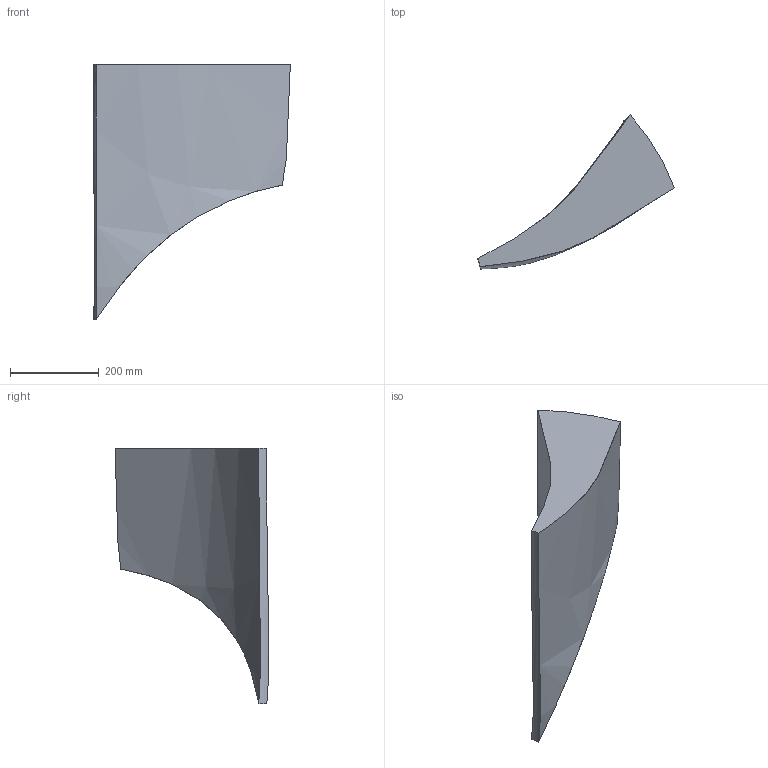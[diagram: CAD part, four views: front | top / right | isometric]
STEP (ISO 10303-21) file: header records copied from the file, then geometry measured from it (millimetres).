
FILE_DESCRIPTION(('Open CASCADE Model'),'2;1');
FILE_NAME('Open CASCADE Shape Model','2023-02-13T21:29:42',( 'Analysis Situs'),('Analysis Situs'), 'Open CASCADE STEP processor 7.4','Analysis Situs 1.2.0dev','Unknown' );
FILE_SCHEMA(('AUTOMOTIVE_DESIGN { 1 0 10303 214 1 1 1 1 }'));
Length unit declared in the file: millimetre
Products named in the file (7): Open CASCADE STEP translator 7.4 3; Open CASCADE STEP translator 7.4 3.1; Open CASCADE STEP translator 7.4 3.2; Open CASCADE STEP translator 7.4 3.3; Open CASCADE STEP translator 7.4 3.4; Open CASCADE STEP translator 7.4 3.5; Open CASCADE STEP translator 7.4 3.6
Assembly tree (6 placements, depth 2):
  Open CASCADE STEP translator 7.4 3
    Open CASCADE STEP translator 7.4 3.1
    Open CASCADE STEP translator 7.4 3.2
    Open CASCADE STEP translator 7.4 3.3
    Open CASCADE STEP translator 7.4 3.4
    Open CASCADE STEP translator 7.4 3.5
    Open CASCADE STEP translator 7.4 3.6
Bounding box: 442.18 x 345.91 x 574.71 mm (x, y, z)
Surface area: 512817.5 mm2 (no closed solid volume)
Topology: 0 solids, 6 shells, 6 faces, 38 edges, 38 vertices
Faces by surface type: bspline 3, cylinder 1, revolution 1, plane 1
Entity records: 7094 total; most frequent: CARTESIAN_POINT 6611, B_SPLINE_CURVE_WITH_KNOTS 68, ORIENTED_EDGE 38, EDGE_CURVE 38, VERTEX_POINT 38, SURFACE_CURVE 38, PCURVE 38, DEFINITIONAL_REPRESENTATION 38
